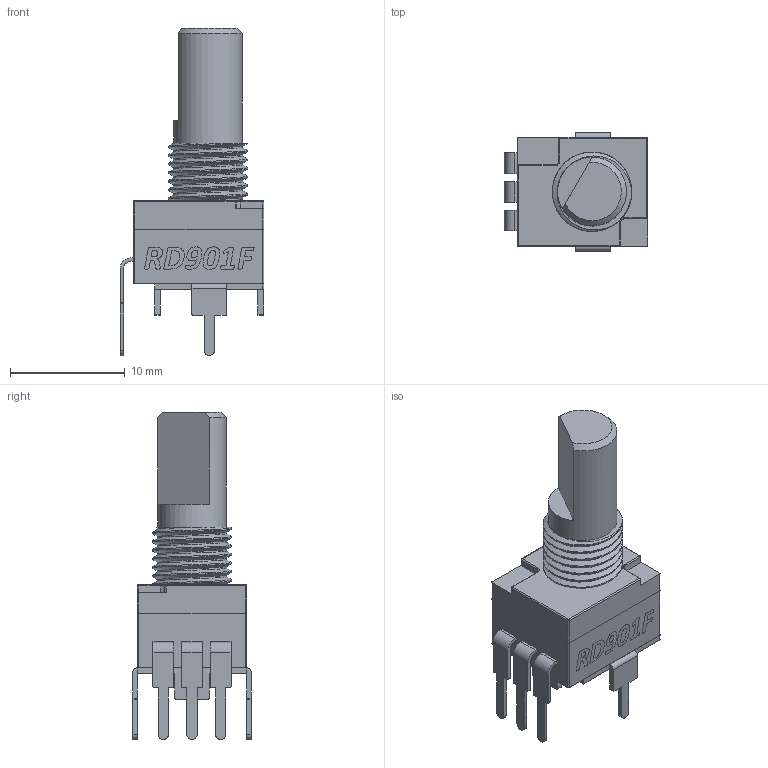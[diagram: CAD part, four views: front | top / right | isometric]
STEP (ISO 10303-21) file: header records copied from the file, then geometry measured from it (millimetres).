
FILE_DESCRIPTION(/* description */ ('Alpha RD901F 9 mm vertical potentiometer, D shaft (shaft centered). License: CC BY-SA 4.0.'),/* implementation_level */ '2;1');
FILE_NAME(/* name */ 'bp_potentiometers.3dshapes/RD901F_V_D_shaft_centered.step',/* time_stamp */ '2020-04-08T22:28:17+02:00',/* author */ ('HSBallina'),/* organization */ ('Bad Pixel'),/* preprocessor_version */ 'ST-DEVELOPER v18',/* originating_system */ 'Autodesk Translation Framework v8.12.0.6',/* authorisation */ '');
FILE_SCHEMA (('AUTOMOTIVE_DESIGN { 1 0 10303 214 3 1 1 }'));
Length unit declared in the file: millimetre
Products named in the file (1): RD901F
Bounding box: 12.5 x 10.3 x 28.5 mm (x, y, z)
Volume: 1243.9 mm3; surface area: 1572.3 mm2
Topology: 8 solids, 8 shells, 182 faces, 740 edges, 588 vertices
Faces by surface type: plane 103, cylinder 68, sphere 6, torus 2, bspline 2, cone 1
Full cylindrical faces by diameter (mm): 6 x1, 6.048 x6, 6.908 x6
Entity records: 9939 total; most frequent: CARTESIAN_POINT 4032, ORIENTED_EDGE 1480, DIRECTION 907, EDGE_CURVE 740, VERTEX_POINT 588, LINE 317, VECTOR 317, B_SPLINE_CURVE_WITH_KNOTS 307
